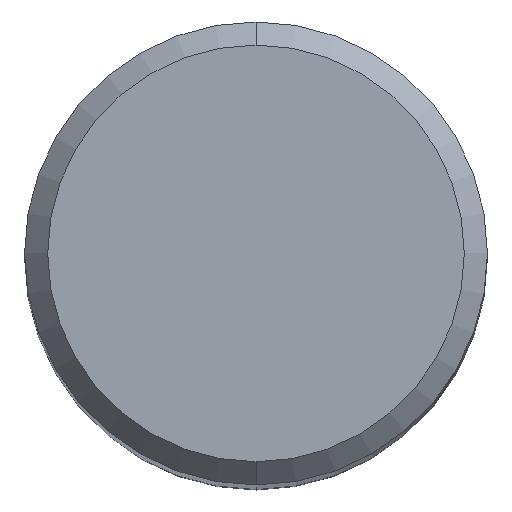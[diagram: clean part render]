
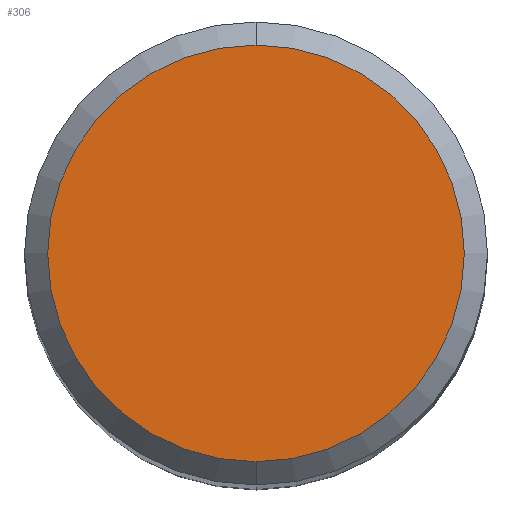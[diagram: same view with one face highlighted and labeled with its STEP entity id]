
A CAD part, top view. The second image highlights one B-rep face of the part: STEP entity #306.
In plain terms, the highlighted planar face has unit normal (0, 0, 1).
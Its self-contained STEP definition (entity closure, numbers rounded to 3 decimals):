
#194=VERTEX_POINT('',#497);
#306=ADVANCED_FACE('',(#624),#625,.T.);
#334=EDGE_CURVE('',#436,#194,#656,.T.);
#376=EDGE_CURVE('',#194,#436,#702,.T.);
#436=VERTEX_POINT('',#767);
#497=CARTESIAN_POINT('',(0.,-3.6,0.0));
#624=FACE_OUTER_BOUND('',#1096,.T.);
#625=PLANE('',#1097);
#656=CIRCLE('',#1140,3.6);
#702=CIRCLE('',#1236,3.6);
#767=CARTESIAN_POINT('',(0.0,3.6,0.0));
#1096=EDGE_LOOP('',(#1617,#1618));
#1097=AXIS2_PLACEMENT_3D('',#1619,#1620,#1621);
#1140=AXIS2_PLACEMENT_3D('',#1662,#1663,#1664);
#1236=AXIS2_PLACEMENT_3D('',#1713,#1714,#1715);
#1617=ORIENTED_EDGE('',*,*,#334,.F.);
#1618=ORIENTED_EDGE('',*,*,#376,.F.);
#1619=CARTESIAN_POINT('',(0.0,1.8,0.0));
#1620=DIRECTION('',(-0.0,0.0,1.0));
#1621=DIRECTION('',(0.0,-1.0,0.0));
#1662=CARTESIAN_POINT('',(0.0,0.0,0.0));
#1663=DIRECTION('',(0.0,0.0,-1.0));
#1664=DIRECTION('',(0.0,1.0,0.0));
#1713=CARTESIAN_POINT('',(0.0,0.0,0.0));
#1714=DIRECTION('',(0.0,0.0,-1.0));
#1715=DIRECTION('',(0.0,1.0,0.0));
